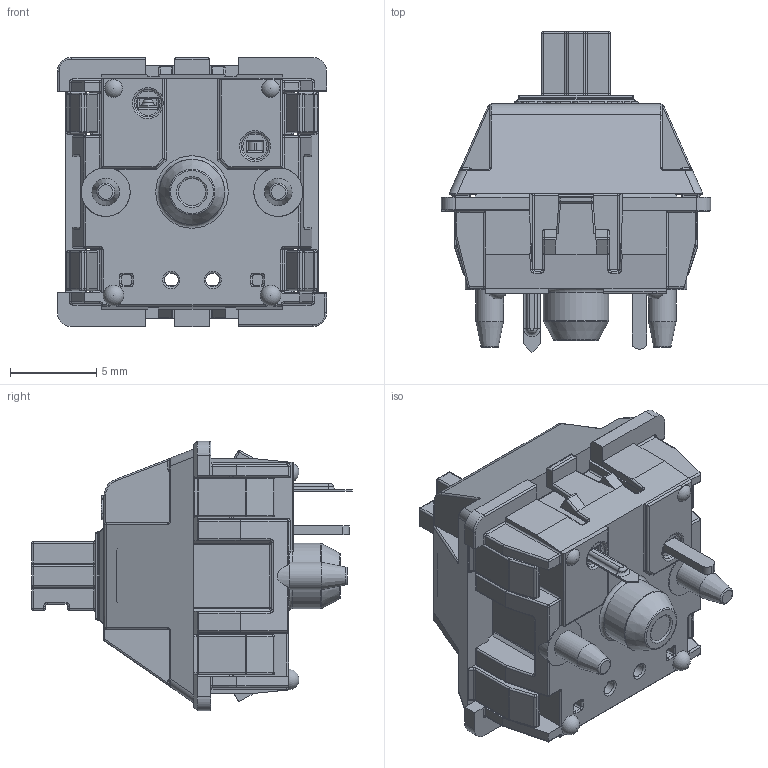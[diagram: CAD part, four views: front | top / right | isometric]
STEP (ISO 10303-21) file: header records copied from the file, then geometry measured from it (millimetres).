
FILE_DESCRIPTION(/* description */ (''),/* implementation_level */ '2;1');
FILE_NAME(/* name */ 'MX Series-Cherry Key.step',/* time_stamp */ '2023-01-18T17:42:45-07:00',/* author */ (''),/* organization */ (''),/* preprocessor_version */ 'ST-DEVELOPER v19.2',/* originating_system */ 'Autodesk Translation Framework v11.17.0.187',/* authorisation */ '');
FILE_SCHEMA (('AUTOMOTIVE_DESIGN { 1 0 10303 214 3 1 1 }'));
Length unit declared in the file: millimetre
Products named in the file (1): (Unsaved)
Bounding box: 15.6 x 18.6 x 15.6 mm (x, y, z)
Volume: 1084 mm3; surface area: 2624.5 mm2
Topology: 5 solids, 5 shells, 1591 faces, 3877 edges, 2203 vertices
Faces by surface type: cylinder 664, plane 495, torus 190, sphere 112, bspline 99, cone 31
Full cylindrical faces by diameter (mm): 0.8 x2, 1.6 x4, 2 x1, 2.6 x1, 3.8 x1, 4.8 x1
Entity records: 49340 total; most frequent: CARTESIAN_POINT 11141, DIRECTION 8136, ORIENTED_EDGE 7536, EDGE_CURVE 3768, AXIS2_PLACEMENT_3D 3059, VERTEX_POINT 2203, LINE 2018, VECTOR 2018
